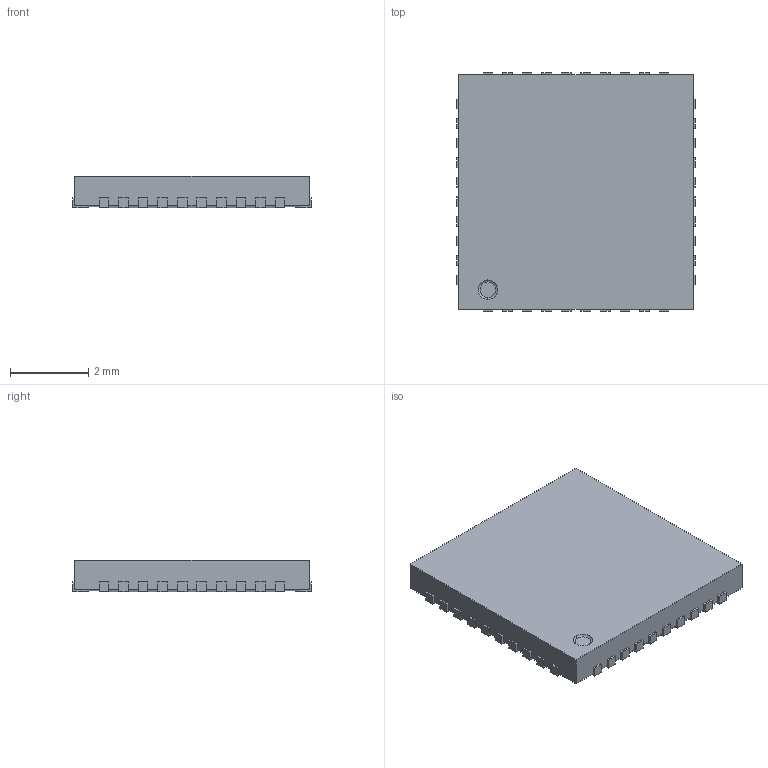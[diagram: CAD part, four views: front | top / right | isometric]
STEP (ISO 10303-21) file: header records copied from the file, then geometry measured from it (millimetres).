
FILE_DESCRIPTION (( 'STEP AP214' ), '1' );
FILE_NAME ( 'QFN50P600X600X80-41T442X442.STEP', '2016-10-27T08:11:18', ( '' ), ( '' ), 'FPX Expert 2013', 'PCB Libraries', '' );
FILE_SCHEMA (( 'AUTOMOTIVE_DESIGN' ));
Length unit declared in the file: millimetre
Products named in the file (1): QFN50P600X600X80-41T442X442
Bounding box: 6.1 x 6.1 x 0.8 mm (x, y, z)
Volume: 27.6 mm3; surface area: 150.6 mm2
Topology: 42 solids, 42 shells, 388 faces, 906 edges, 604 vertices
Faces by surface type: plane 300, cylinder 86, torus 2
Entity records: 12519 total; most frequent: CARTESIAN_POINT 1899, DIRECTION 1862, ORIENTED_EDGE 1812, EDGE_CURVE 906, VECTOR 728, LINE 728, VERTEX_POINT 604, AXIS2_PLACEMENT_3D 567
